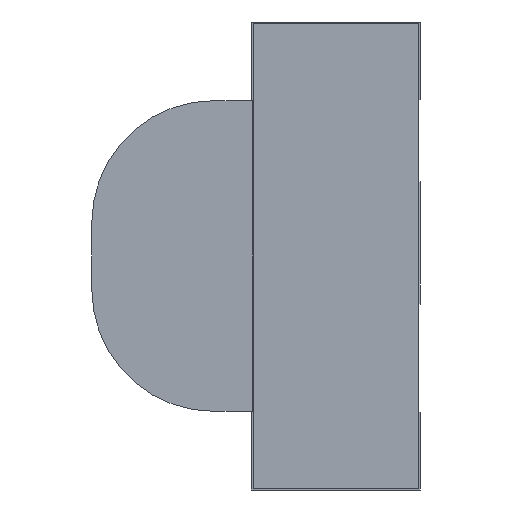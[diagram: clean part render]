
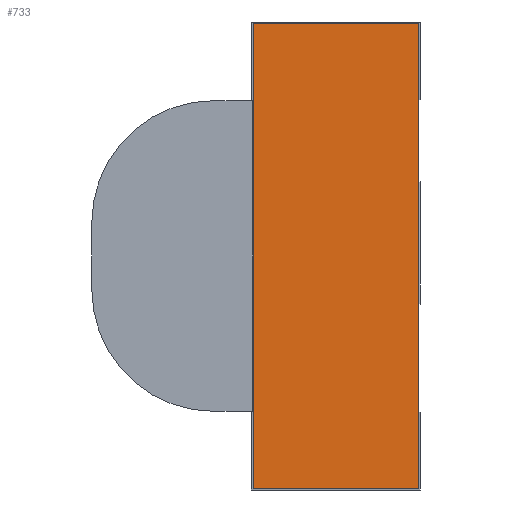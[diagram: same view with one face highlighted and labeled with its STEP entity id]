
A CAD part, left-side view. The second image highlights one B-rep face of the part: STEP entity #733.
In plain terms, the highlighted planar face has unit normal (-1, 0, 0).
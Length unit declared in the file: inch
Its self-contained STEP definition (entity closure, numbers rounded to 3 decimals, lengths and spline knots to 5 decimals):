
#14=DIRECTION('',(0.,0.,1.));
#15=VECTOR('',#14,0.118);
#16=CARTESIAN_POINT('',(-0.0195,0.,-0.059));
#17=LINE('',#16,#15);
#162=DIRECTION('',(0.,0.,1.));
#163=VECTOR('',#162,0.118);
#164=CARTESIAN_POINT('',(-0.0195,0.042,-0.059));
#165=LINE('',#164,#163);
#190=DIRECTION('',(0.,1.,0.));
#191=VECTOR('',#190,0.042);
#192=CARTESIAN_POINT('',(-0.0195,0.,0.059));
#193=LINE('',#192,#191);
#250=DIRECTION('',(0.,1.,0.));
#251=VECTOR('',#250,0.042);
#252=CARTESIAN_POINT('',(-0.0195,0.,-0.059));
#253=LINE('',#252,#251);
#278=CARTESIAN_POINT('',(-0.0195,0.,-0.059));
#279=CARTESIAN_POINT('',(-0.0195,0.,0.059));
#280=VERTEX_POINT('',#278);
#281=VERTEX_POINT('',#279);
#286=CARTESIAN_POINT('',(-0.0195,0.042,-0.059));
#287=CARTESIAN_POINT('',(-0.0195,0.042,0.059));
#288=VERTEX_POINT('',#286);
#289=VERTEX_POINT('',#287);
#722=CARTESIAN_POINT('',(-0.0195,0.,-0.059));
#723=DIRECTION('',(-1.,0.,0.));
#724=DIRECTION('',(0.,0.,1.));
#725=AXIS2_PLACEMENT_3D('',#722,#723,#724);
#726=PLANE('',#725);
#727=ORIENTED_EDGE('',*,*,#395,.F.);
#728=ORIENTED_EDGE('',*,*,#492,.T.);
#729=ORIENTED_EDGE('',*,*,#534,.T.);
#730=ORIENTED_EDGE('',*,*,#612,.F.);
#731=EDGE_LOOP('',(#727,#728,#729,#730));
#732=FACE_OUTER_BOUND('',#731,.F.);
#733=ADVANCED_FACE('',(#732),#726,.T.);
#395=EDGE_CURVE('',#280,#281,#17,.T.);
#492=EDGE_CURVE('',#280,#288,#253,.T.);
#534=EDGE_CURVE('',#288,#289,#165,.T.);
#612=EDGE_CURVE('',#281,#289,#193,.T.);
